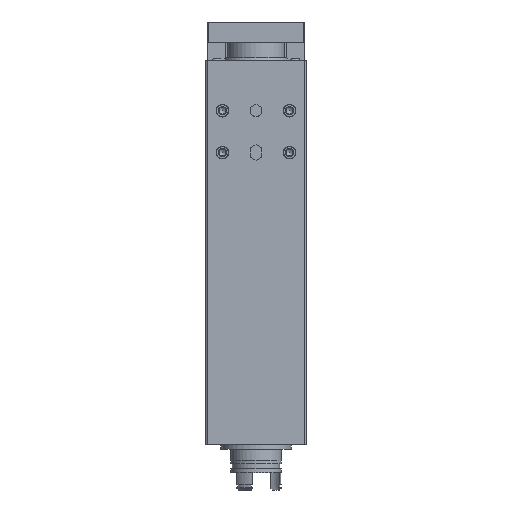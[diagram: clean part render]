
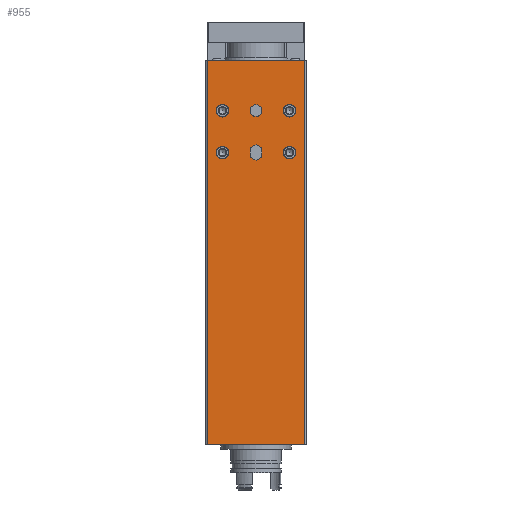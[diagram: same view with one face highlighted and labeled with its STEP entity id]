
A CAD part, front view. The second image highlights one B-rep face of the part: STEP entity #955.
In plain terms, the highlighted planar face has unit normal (0, -1, 0).
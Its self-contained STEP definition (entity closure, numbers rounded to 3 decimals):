
#955 = ADVANCED_FACE( '', ( #2347, #2348, #2349, #2350, #2351, #2352, #2353 ), #2354, .F. );
#2347 = FACE_BOUND( '', #4421, .T. );
#2348 = FACE_BOUND( '', #4422, .T. );
#2349 = FACE_BOUND( '', #4423, .T. );
#2350 = FACE_BOUND( '', #4424, .T. );
#2351 = FACE_OUTER_BOUND( '', #4425, .T. );
#2352 = FACE_BOUND( '', #4426, .T. );
#2353 = FACE_BOUND( '', #4427, .T. );
#2354 = PLANE( '', #4428 );
#4421 = EDGE_LOOP( '', ( #7025 ) );
#4422 = EDGE_LOOP( '', ( #7026 ) );
#4423 = EDGE_LOOP( '', ( #7027 ) );
#4424 = EDGE_LOOP( '', ( #7028 ) );
#4425 = EDGE_LOOP( '', ( #7029, #7030, #7031, #7032 ) );
#4426 = EDGE_LOOP( '', ( #7033 ) );
#4427 = EDGE_LOOP( '', ( #7034, #7035, #7036, #7037 ) );
#4428 = AXIS2_PLACEMENT_3D( '', #7038, #7039, #7040 );
#7025 = ORIENTED_EDGE( '', *, *, #11624, .F. );
#7026 = ORIENTED_EDGE( '', *, *, #11625, .F. );
#7027 = ORIENTED_EDGE( '', *, *, #11238, .F. );
#7028 = ORIENTED_EDGE( '', *, *, #11419, .F. );
#7029 = ORIENTED_EDGE( '', *, *, #11626, .T. );
#7030 = ORIENTED_EDGE( '', *, *, #11627, .F. );
#7031 = ORIENTED_EDGE( '', *, *, #11628, .F. );
#7032 = ORIENTED_EDGE( '', *, *, #11629, .T. );
#7033 = ORIENTED_EDGE( '', *, *, #11630, .T. );
#7034 = ORIENTED_EDGE( '', *, *, #11514, .T. );
#7035 = ORIENTED_EDGE( '', *, *, #11631, .T. );
#7036 = ORIENTED_EDGE( '', *, *, #11632, .T. );
#7037 = ORIENTED_EDGE( '', *, *, #11633, .T. );
#7038 = CARTESIAN_POINT( '', ( -29., -30., 229.5 ) );
#7039 = DIRECTION( '', ( 0., 1., 0. ) );
#7040 = DIRECTION( '', ( 0., 0., 1. ) );
#11238 = EDGE_CURVE( '', #13253, #13253, #13254, .T. );
#11419 = EDGE_CURVE( '', #13566, #13566, #13567, .T. );
#11514 = EDGE_CURVE( '', #13735, #13736, #13737, .T. );
#11624 = EDGE_CURVE( '', #13915, #13915, #13916, .T. );
#11625 = EDGE_CURVE( '', #13917, #13917, #13918, .T. );
#11626 = EDGE_CURVE( '', #13919, #13920, #13921, .T. );
#11627 = EDGE_CURVE( '', #13922, #13920, #13923, .T. );
#11628 = EDGE_CURVE( '', #13924, #13922, #13925, .T. );
#11629 = EDGE_CURVE( '', #13924, #13919, #13926, .T. );
#11630 = EDGE_CURVE( '', #13927, #13927, #13928, .T. );
#11631 = EDGE_CURVE( '', #13736, #13929, #13930, .T. );
#11632 = EDGE_CURVE( '', #13929, #13931, #13932, .T. );
#11633 = EDGE_CURVE( '', #13931, #13735, #13933, .T. );
#13253 = VERTEX_POINT( '', #16154 );
#13254 = CIRCLE( '', #16155, 3.8 );
#13566 = VERTEX_POINT( '', #16639 );
#13567 = CIRCLE( '', #16640, 3.8 );
#13735 = VERTEX_POINT( '', #16950 );
#13736 = VERTEX_POINT( '', #16951 );
#13737 = CIRCLE( '', #16952, 3.5 );
#13915 = VERTEX_POINT( '', #17207 );
#13916 = CIRCLE( '', #17208, 3.8 );
#13917 = VERTEX_POINT( '', #17209 );
#13918 = CIRCLE( '', #17210, 3.8 );
#13919 = VERTEX_POINT( '', #17211 );
#13920 = VERTEX_POINT( '', #17212 );
#13921 = LINE( '', #17213, #17214 );
#13922 = VERTEX_POINT( '', #17215 );
#13923 = LINE( '', #17216, #17217 );
#13924 = VERTEX_POINT( '', #17218 );
#13925 = LINE( '', #17219, #17220 );
#13926 = LINE( '', #17221, #17222 );
#13927 = VERTEX_POINT( '', #17223 );
#13928 = CIRCLE( '', #17224, 3.5 );
#13929 = VERTEX_POINT( '', #17225 );
#13930 = LINE( '', #17226, #17227 );
#13931 = VERTEX_POINT( '', #17228 );
#13932 = CIRCLE( '', #17229, 3.5 );
#13933 = LINE( '', #17230, #17231 );
#16154 = CARTESIAN_POINT( '', ( 20., -30., 170.7 ) );
#16155 = AXIS2_PLACEMENT_3D( '', #20202, #20203, #20204 );
#16639 = CARTESIAN_POINT( '', ( 20., -30., 195.7 ) );
#16640 = AXIS2_PLACEMENT_3D( '', #20433, #20434, #20435 );
#16950 = CARTESIAN_POINT( '', ( 3.5, -30., 173.5 ) );
#16951 = CARTESIAN_POINT( '', ( -3.5, -30., 173.5 ) );
#16952 = AXIS2_PLACEMENT_3D( '', #20558, #20559, #20560 );
#17207 = CARTESIAN_POINT( '', ( -20., -30., 195.7 ) );
#17208 = AXIS2_PLACEMENT_3D( '', #20701, #20702, #20703 );
#17209 = CARTESIAN_POINT( '', ( -20., -30., 170.7 ) );
#17210 = AXIS2_PLACEMENT_3D( '', #20704, #20705, #20706 );
#17211 = CARTESIAN_POINT( '', ( -29., -30., 0. ) );
#17212 = CARTESIAN_POINT( '', ( 29., -30., 0. ) );
#17213 = CARTESIAN_POINT( '', ( -29., -30., 0. ) );
#17214 = VECTOR( '', #20707, 1000. );
#17215 = CARTESIAN_POINT( '', ( 29., -30., 229.5 ) );
#17216 = CARTESIAN_POINT( '', ( 29., -30., 229.5 ) );
#17217 = VECTOR( '', #20708, 1000. );
#17218 = CARTESIAN_POINT( '', ( -29., -30., 229.5 ) );
#17219 = CARTESIAN_POINT( '', ( -29., -30., 229.5 ) );
#17220 = VECTOR( '', #20709, 1000. );
#17221 = CARTESIAN_POINT( '', ( -29., -30., 229.5 ) );
#17222 = VECTOR( '', #20710, 1000. );
#17223 = CARTESIAN_POINT( '', ( 3.5, -30., 199.5 ) );
#17224 = AXIS2_PLACEMENT_3D( '', #20711, #20712, #20713 );
#17225 = CARTESIAN_POINT( '', ( -3.5, -30., 175.5 ) );
#17226 = CARTESIAN_POINT( '', ( -3.5, -30., 173.5 ) );
#17227 = VECTOR( '', #20714, 1000. );
#17228 = CARTESIAN_POINT( '', ( 3.5, -30., 175.5 ) );
#17229 = AXIS2_PLACEMENT_3D( '', #20715, #20716, #20717 );
#17230 = CARTESIAN_POINT( '', ( 3.5, -30., 175.5 ) );
#17231 = VECTOR( '', #20718, 1000. );
#20202 = CARTESIAN_POINT( '', ( 20., -30., 174.5 ) );
#20203 = DIRECTION( '', ( 0., -1., 0. ) );
#20204 = DIRECTION( '', ( 0., 0., -1. ) );
#20433 = CARTESIAN_POINT( '', ( 20., -30., 199.5 ) );
#20434 = DIRECTION( '', ( 0., -1., 0. ) );
#20435 = DIRECTION( '', ( 0., 0., -1. ) );
#20558 = CARTESIAN_POINT( '', ( 0., -30., 173.5 ) );
#20559 = DIRECTION( '', ( 0., 1., 0. ) );
#20560 = DIRECTION( '', ( 1., 0., 0. ) );
#20701 = CARTESIAN_POINT( '', ( -20., -30., 199.5 ) );
#20702 = DIRECTION( '', ( 0., -1., 0. ) );
#20703 = DIRECTION( '', ( 0., 0., -1. ) );
#20704 = CARTESIAN_POINT( '', ( -20., -30., 174.5 ) );
#20705 = DIRECTION( '', ( 0., -1., 0. ) );
#20706 = DIRECTION( '', ( 0., 0., -1. ) );
#20707 = DIRECTION( '', ( 1., 0., 0. ) );
#20708 = DIRECTION( '', ( 0., 0., -1. ) );
#20709 = DIRECTION( '', ( 1., 0., 0. ) );
#20710 = DIRECTION( '', ( 0., 0., -1. ) );
#20711 = CARTESIAN_POINT( '', ( 0., -30., 199.5 ) );
#20712 = DIRECTION( '', ( 0., 1., 0. ) );
#20713 = DIRECTION( '', ( 1., 0., 0. ) );
#20714 = DIRECTION( '', ( 0., 0., 1. ) );
#20715 = CARTESIAN_POINT( '', ( 0., -30., 175.5 ) );
#20716 = DIRECTION( '', ( 0., 1., 0. ) );
#20717 = DIRECTION( '', ( 1., 0., 0. ) );
#20718 = DIRECTION( '', ( 0., 0., -1. ) );
